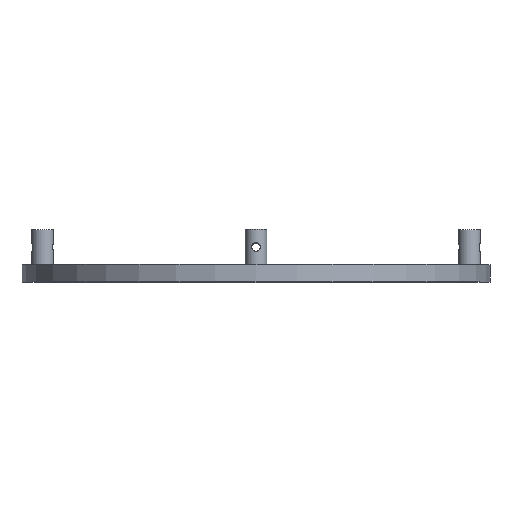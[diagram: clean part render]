
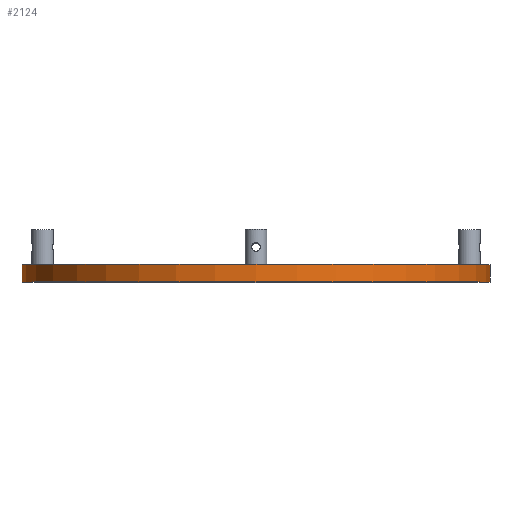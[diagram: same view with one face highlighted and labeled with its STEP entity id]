
A CAD part, top view. The second image highlights one B-rep face of the part: STEP entity #2124.
In plain terms, the highlighted cylindrical face has radius 53.75 mm (diameter 107.5 mm), a full revolution.
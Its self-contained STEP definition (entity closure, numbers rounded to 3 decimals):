
#282=FACE_OUTER_BOUND('',#409,.T.);
#409=EDGE_LOOP('',(#1958,#1959,#1960,#1961));
#560=LINE('',#4224,#704);
#704=VECTOR('',#3024,53.75);
#767=CIRCLE('',#2264,53.75);
#812=CIRCLE('',#2386,53.75);
#923=VERTEX_POINT('',#3634);
#1020=VERTEX_POINT('',#4223);
#1176=EDGE_CURVE('',#923,#923,#767,.T.);
#1335=EDGE_CURVE('',#923,#1020,#560,.T.);
#1336=EDGE_CURVE('',#1020,#1020,#812,.T.);
#1958=ORIENTED_EDGE('',*,*,#1176,.F.);
#1959=ORIENTED_EDGE('',*,*,#1335,.T.);
#1960=ORIENTED_EDGE('',*,*,#1336,.F.);
#1961=ORIENTED_EDGE('',*,*,#1335,.F.);
#2010=CYLINDRICAL_SURFACE('',#2385,53.75);
#2124=ADVANCED_FACE('',(#282),#2010,.T.);
#2264=AXIS2_PLACEMENT_3D('',#3635,#2690,#2691);
#2385=AXIS2_PLACEMENT_3D('',#4222,#3022,#3023);
#2386=AXIS2_PLACEMENT_3D('',#4225,#3025,#3026);
#2690=DIRECTION('center_axis',(0.,-1.,0.));
#2691=DIRECTION('ref_axis',(1.,0.,0.));
#3022=DIRECTION('center_axis',(0.,-1.,0.));
#3023=DIRECTION('ref_axis',(1.,0.,0.));
#3024=DIRECTION('',(0.,1.,0.));
#3025=DIRECTION('center_axis',(0.,1.,0.));
#3026=DIRECTION('ref_axis',(1.,0.,0.));
#3634=CARTESIAN_POINT('',(-53.75,-4.,0.));
#3635=CARTESIAN_POINT('Origin',(0.,-4.,0.));
#4222=CARTESIAN_POINT('Origin',(0.,0.,0.));
#4223=CARTESIAN_POINT('',(-53.75,0.,0.));
#4224=CARTESIAN_POINT('',(-53.75,0.,0.));
#4225=CARTESIAN_POINT('Origin',(0.,0.,0.));
